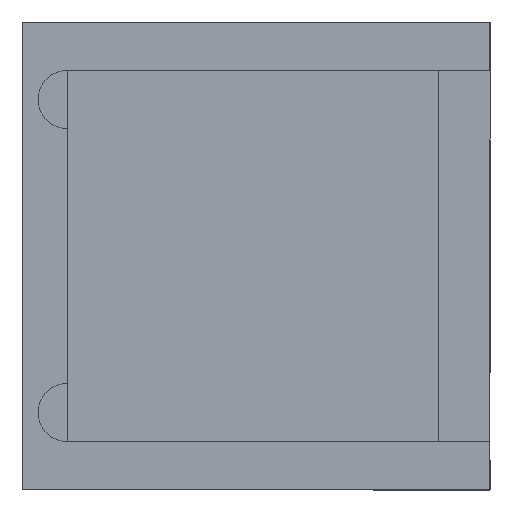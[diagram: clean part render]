
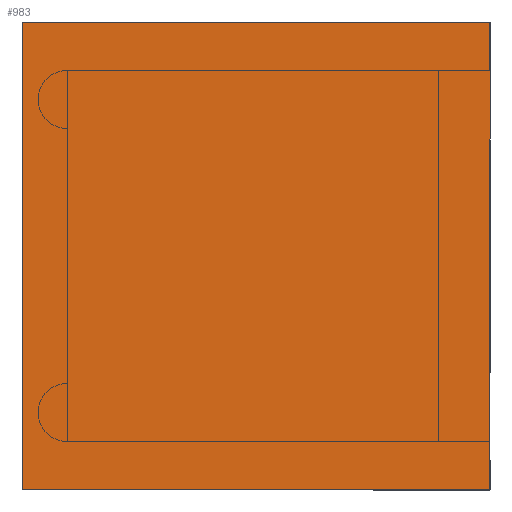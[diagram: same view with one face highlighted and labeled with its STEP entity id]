
A CAD part, left-side view. The second image highlights one B-rep face of the part: STEP entity #983.
In plain terms, the highlighted face is planar.
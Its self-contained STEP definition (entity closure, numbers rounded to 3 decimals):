
#43 = ORIENTED_EDGE ( 'NONE', *, *, #1188, .T. ) ;
#47 = LINE ( 'NONE', #337, #1977 ) ;
#53 = ORIENTED_EDGE ( 'NONE', *, *, #1098, .T. ) ;
#64 = CARTESIAN_POINT ( 'NONE',  ( 16., 16., 0.2 ) ) ;
#72 = DIRECTION ( 'NONE',  ( -1., 0., 0. ) ) ;
#139 = EDGE_CURVE ( 'NONE', #381, #1301, #1838, .T. ) ;
#172 = VECTOR ( 'NONE', #1228, 1000. ) ;
#337 = CARTESIAN_POINT ( 'NONE',  ( -16., 16., 0.2 ) ) ;
#381 = VERTEX_POINT ( 'NONE', #593 ) ;
#446 = CARTESIAN_POINT ( 'NONE',  ( 16., 16., 0.2 ) ) ;
#519 = CARTESIAN_POINT ( 'NONE',  ( -16., -16., 0.2 ) ) ;
#593 = CARTESIAN_POINT ( 'NONE',  ( -16., 16., 0.2 ) ) ;
#629 = CARTESIAN_POINT ( 'NONE',  ( 16., -16., 0.2 ) ) ;
#706 = EDGE_CURVE ( 'NONE', #1891, #381, #47, .T. ) ;
#805 = VERTEX_POINT ( 'NONE', #629 ) ;
#826 = VECTOR ( 'NONE', #1218, 1000. ) ;
#868 = ORIENTED_EDGE ( 'NONE', *, *, #139, .T. ) ;
#885 = CARTESIAN_POINT ( 'NONE',  ( -16., -16., 0.2 ) ) ;
#945 = AXIS2_PLACEMENT_3D ( 'NONE', #64, #1016, #72 ) ;
#983 = ADVANCED_FACE ( 'NONE', ( #2003 ), #1944, .F. ) ;
#1016 = DIRECTION ( 'NONE',  ( 0., 0., -1. ) ) ;
#1044 = LINE ( 'NONE', #1675, #826 ) ;
#1098 = EDGE_CURVE ( 'NONE', #1301, #805, #1316, .T. ) ;
#1137 = DIRECTION ( 'NONE',  ( -1., 0., 0. ) ) ;
#1187 = CARTESIAN_POINT ( 'NONE',  ( -16., -16., 0.2 ) ) ;
#1188 = EDGE_CURVE ( 'NONE', #805, #1891, #1044, .T. ) ;
#1218 = DIRECTION ( 'NONE',  ( 0., 1., 0. ) ) ;
#1228 = DIRECTION ( 'NONE',  ( 0., -1., 0. ) ) ;
#1301 = VERTEX_POINT ( 'NONE', #519 ) ;
#1316 = LINE ( 'NONE', #885, #1763 ) ;
#1435 = EDGE_LOOP ( 'NONE', ( #43, #1715, #868, #53 ) ) ;
#1675 = CARTESIAN_POINT ( 'NONE',  ( 16., -16., 0.2 ) ) ;
#1715 = ORIENTED_EDGE ( 'NONE', *, *, #706, .T. ) ;
#1763 = VECTOR ( 'NONE', #1805, 1000. ) ;
#1805 = DIRECTION ( 'NONE',  ( 1., 0., 0. ) ) ;
#1838 = LINE ( 'NONE', #1187, #172 ) ;
#1891 = VERTEX_POINT ( 'NONE', #446 ) ;
#1944 = PLANE ( 'NONE',  #945 ) ;
#1977 = VECTOR ( 'NONE', #1137, 1000. ) ;
#2003 = FACE_OUTER_BOUND ( 'NONE', #1435, .T. ) ;
